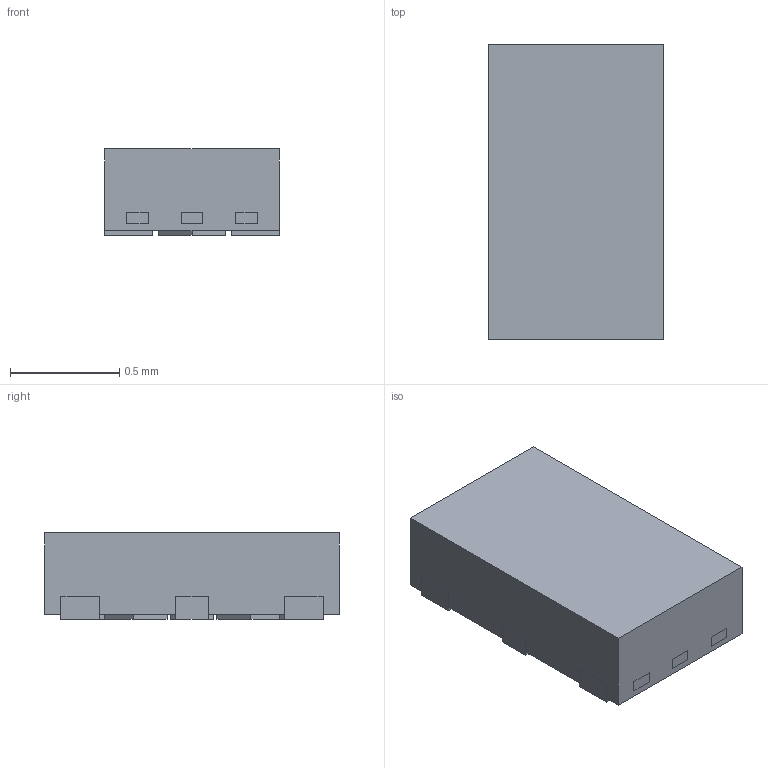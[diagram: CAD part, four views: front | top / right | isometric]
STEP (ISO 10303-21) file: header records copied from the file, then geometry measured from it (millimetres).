
FILE_DESCRIPTION((''),'2;1');
FILE_NAME('DTM0008A_ASM','2019-01-17T09:11:40',('a0412086'),(''),'CREO PARAMETRIC BY PTC INC, 2018020','CREO PARAMETRIC BY PTC INC, 2018020','');
FILE_SCHEMA(('AUTOMOTIVE_DESIGN { 1 0 10303 214 1 1 1 1 }'));
Length unit declared in the file: millimetre
Products named in the file (4): BODY-SON; FRAME-DTM0008A; PIN1-ID; DTM0008A_ASM
Assembly tree (3 placements, depth 2):
  DTM0008A_ASM
    BODY-SON
    FRAME-DTM0008A
    PIN1-ID
Bounding box: 0.8 x 1.35 x 0.4 mm (x, y, z)
Volume: 0.4 mm3; surface area: 5.9 mm2
Topology: 9 solids, 9 shells, 182 faces, 504 edges, 336 vertices
Faces by surface type: plane 180, cylinder 2
Entity records: 7769 total; most frequent: CARTESIAN_POINT 1072, ORIENTED_EDGE 1008, DIRECTION 938, PRESENTATION_STYLE_ASSIGNMENT 526, STYLED_ITEM 514, CURVE_STYLE 504, EDGE_CURVE 504, VECTOR 500
